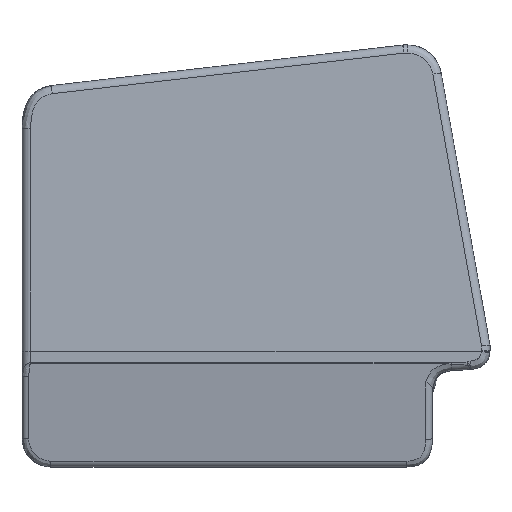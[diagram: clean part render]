
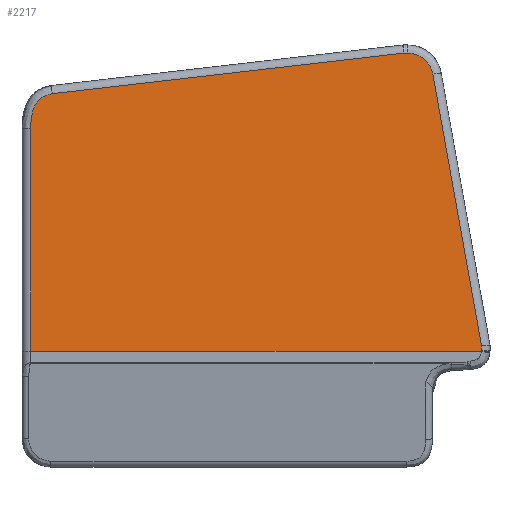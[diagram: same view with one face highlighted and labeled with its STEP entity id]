
A CAD part, left-side view. The second image highlights one B-rep face of the part: STEP entity #2217.
In plain terms, the highlighted planar face has unit normal (-0.999, 0, 0.039).
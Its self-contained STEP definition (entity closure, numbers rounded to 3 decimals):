
#42=ELLIPSE('',#2394,15.011,15.);
#87=B_SPLINE_CURVE_WITH_KNOTS('',3,(#4062,#4063,#4064,#4065),
 .UNSPECIFIED.,.F.,.F.,(4,4),(0.023,0.06),
 .UNSPECIFIED.);
#96=B_SPLINE_CURVE_WITH_KNOTS('',3,(#4396,#4397,#4398,#4399,#4400,#4401,
#4402,#4403,#4404,#4405,#4406),.UNSPECIFIED.,.F.,.F.,(4,1,1,1,1,1,1,1,4),
(0.001,0.767,1.151,1.534,
1.726,1.822,1.918,2.301,2.685),
 .UNSPECIFIED.);
#165=PLANE('',#2393);
#254=FACE_OUTER_BOUND('',#391,.T.);
#391=EDGE_LOOP('',(#1681,#1682,#1683,#1684,#1685,#1686,#1687,#1688,#1689));
#532=LINE('',#4030,#711);
#534=LINE('',#4315,#713);
#536=LINE('',#4387,#715);
#537=LINE('',#4389,#716);
#538=LINE('',#4393,#717);
#539=LINE('',#4395,#718);
#711=VECTOR('',#2681,10.);
#713=VECTOR('',#2719,10.);
#715=VECTOR('',#2723,10.);
#716=VECTOR('',#2724,10.);
#717=VECTOR('',#2727,10.);
#718=VECTOR('',#2728,10.);
#984=VERTEX_POINT('',#4024);
#985=VERTEX_POINT('',#4028);
#988=VERTEX_POINT('',#4060);
#996=VERTEX_POINT('',#4314);
#998=VERTEX_POINT('',#4386);
#999=VERTEX_POINT('',#4388);
#1000=VERTEX_POINT('',#4390);
#1001=VERTEX_POINT('',#4392);
#1002=VERTEX_POINT('',#4394);
#1230=EDGE_CURVE('',#985,#984,#532,.T.);
#1234=EDGE_CURVE('',#988,#985,#87,.T.);
#1252=EDGE_CURVE('',#984,#996,#534,.T.);
#1255=EDGE_CURVE('',#998,#988,#536,.T.);
#1256=EDGE_CURVE('',#999,#998,#537,.T.);
#1257=EDGE_CURVE('',#1000,#999,#42,.T.);
#1258=EDGE_CURVE('',#1001,#1000,#538,.T.);
#1259=EDGE_CURVE('',#1002,#1001,#539,.T.);
#1260=EDGE_CURVE('',#996,#1002,#96,.T.);
#1681=ORIENTED_EDGE('',*,*,#1230,.F.);
#1682=ORIENTED_EDGE('',*,*,#1234,.F.);
#1683=ORIENTED_EDGE('',*,*,#1255,.F.);
#1684=ORIENTED_EDGE('',*,*,#1256,.F.);
#1685=ORIENTED_EDGE('',*,*,#1257,.F.);
#1686=ORIENTED_EDGE('',*,*,#1258,.F.);
#1687=ORIENTED_EDGE('',*,*,#1259,.F.);
#1688=ORIENTED_EDGE('',*,*,#1260,.F.);
#1689=ORIENTED_EDGE('',*,*,#1252,.F.);
#2217=ADVANCED_FACE('',(#254),#165,.F.);
#2393=AXIS2_PLACEMENT_3D('',#4385,#2721,#2722);
#2394=AXIS2_PLACEMENT_3D('',#4391,#2725,#2726);
#2681=DIRECTION('',(0.,1.,0.));
#2719=DIRECTION('',(0.039,0.,0.999));
#2721=DIRECTION('center_axis',(0.999,0.,-0.039));
#2722=DIRECTION('ref_axis',(-0.039,0.,-0.999));
#2723=DIRECTION('',(-0.039,0.,-0.999));
#2724=DIRECTION('',(-0.038,-0.176,-0.984));
#2725=DIRECTION('center_axis',(0.999,0.,-0.039));
#2726=DIRECTION('ref_axis',(0.039,0.,0.999));
#2727=DIRECTION('',(0.,-1.,0.));
#2728=DIRECTION('',(0.004,-0.993,0.115));
#4024=CARTESIAN_POINT('',(0.004,270.,68.097));
#4028=CARTESIAN_POINT('',(0.004,5.047,68.097));
#4030=CARTESIAN_POINT('',(0.004,137.5,68.097));
#4060=CARTESIAN_POINT('',(0.018,5.,68.463));
#4062=CARTESIAN_POINT('Ctrl Pts',(0.018,5.,68.463));
#4063=CARTESIAN_POINT('Ctrl Pts',(0.013,5.014,68.341));
#4064=CARTESIAN_POINT('Ctrl Pts',(0.009,5.03,
68.219));
#4065=CARTESIAN_POINT('Ctrl Pts',(0.004,5.047,
68.097));
#4314=CARTESIAN_POINT('',(5.088,270.,198.847));
#4315=CARTESIAN_POINT('',(2.41,270.,129.973));
#4385=CARTESIAN_POINT('Origin',(7.,0.,248.));
#4386=CARTESIAN_POINT('',(0.126,5.,71.235));
#4387=CARTESIAN_POINT('',(2.18,5.,124.051));
#4388=CARTESIAN_POINT('',(6.333,33.564,230.837));
#4389=CARTESIAN_POINT('',(7.078,36.993,249.998));
#4390=CARTESIAN_POINT('',(6.813,48.329,243.194));
#4391=CARTESIAN_POINT('Origin',(6.23,48.329,228.194));
#4392=CARTESIAN_POINT('',(6.813,50.697,243.194));
#4393=CARTESIAN_POINT('',(6.813,68.75,243.194));
#4394=CARTESIAN_POINT('',(5.887,257.181,219.387));
#4395=CARTESIAN_POINT('',(6.466,128.063,234.274));
#4396=CARTESIAN_POINT('Ctrl Pts',(5.088,270.,198.847));
#4397=CARTESIAN_POINT('Ctrl Pts',(5.188,269.993,201.4));
#4398=CARTESIAN_POINT('Ctrl Pts',(5.337,269.709,205.236));
#4399=CARTESIAN_POINT('Ctrl Pts',(5.53,268.44,210.2));
#4400=CARTESIAN_POINT('Ctrl Pts',(5.644,267.117,213.126));
#4401=CARTESIAN_POINT('Ctrl Pts',(5.714,265.799,214.943));
#4402=CARTESIAN_POINT('Ctrl Pts',(5.751,264.921,215.874));
#4403=CARTESIAN_POINT('Ctrl Pts',(5.8,263.487,217.153));
#4404=CARTESIAN_POINT('Ctrl Pts',(5.854,260.93,218.543));
#4405=CARTESIAN_POINT('Ctrl Pts',(5.879,258.441,219.171));
#4406=CARTESIAN_POINT('Ctrl Pts',(5.887,257.181,219.387));
